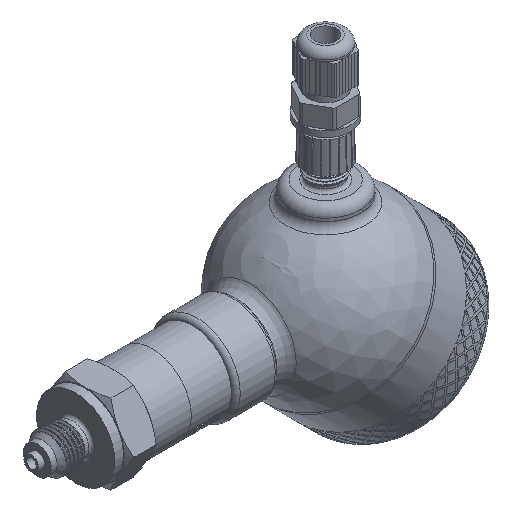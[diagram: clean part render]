
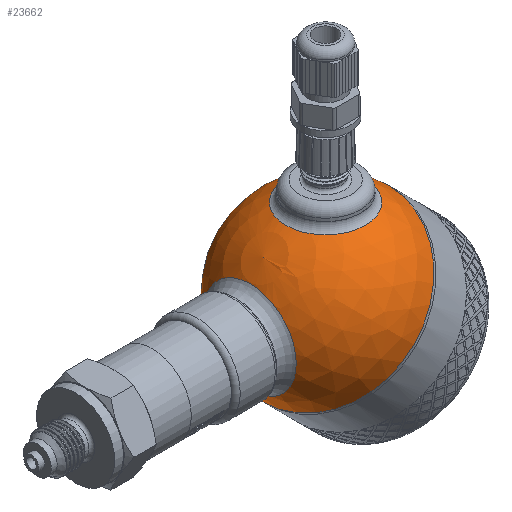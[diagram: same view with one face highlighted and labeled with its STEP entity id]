
A CAD part, isometric view. The second image highlights one B-rep face of the part: STEP entity #23662.
In plain terms, the highlighted spherical face has radius 30 mm.
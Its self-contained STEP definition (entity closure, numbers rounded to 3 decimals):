
#56=SPHERICAL_SURFACE('',#25104,30.);
#110=FACE_BOUND('',#3377,.T.);
#111=FACE_BOUND('',#3378,.T.);
#1831=FACE_OUTER_BOUND('',#3376,.T.);
#3376=EDGE_LOOP('',(#17187,#17188,#17189,#17190));
#3377=EDGE_LOOP('',(#17191));
#3378=EDGE_LOOP('',(#17192));
#4795=CIRCLE('',#25027,30.);
#4796=CIRCLE('',#25028,30.);
#4823=CIRCLE('',#25100,13.5);
#4826=CIRCLE('',#25105,30.);
#4827=CIRCLE('',#25106,15.643);
#9295=VERTEX_POINT('',#32744);
#9296=VERTEX_POINT('',#32746);
#9771=VERTEX_POINT('',#38808);
#9773=VERTEX_POINT('',#38815);
#9774=VERTEX_POINT('',#38817);
#11829=EDGE_CURVE('',#9295,#9296,#4795,.T.);
#11830=EDGE_CURVE('',#9296,#9295,#4796,.T.);
#12545=EDGE_CURVE('',#9771,#9771,#4823,.T.);
#12548=EDGE_CURVE('',#9296,#9773,#4826,.T.);
#12549=EDGE_CURVE('',#9774,#9774,#4827,.T.);
#17187=ORIENTED_EDGE('',*,*,#11830,.F.);
#17188=ORIENTED_EDGE('',*,*,#12548,.T.);
#17189=ORIENTED_EDGE('',*,*,#12548,.F.);
#17190=ORIENTED_EDGE('',*,*,#11829,.F.);
#17191=ORIENTED_EDGE('',*,*,#12549,.F.);
#17192=ORIENTED_EDGE('',*,*,#12545,.F.);
#23662=ADVANCED_FACE('',(#1831,#110,#111),#56,.T.);
#25027=AXIS2_PLACEMENT_3D('',#32747,#26312,#26313);
#25028=AXIS2_PLACEMENT_3D('',#32748,#26314,#26315);
#25100=AXIS2_PLACEMENT_3D('',#38809,#26710,#26711);
#25104=AXIS2_PLACEMENT_3D('',#38814,#26718,#26719);
#25105=AXIS2_PLACEMENT_3D('',#38816,#26720,#26721);
#25106=AXIS2_PLACEMENT_3D('',#38818,#26722,#26723);
#26312=DIRECTION('center_axis',(1.,0.,0.));
#26313=DIRECTION('ref_axis',(0.,1.,0.));
#26314=DIRECTION('center_axis',(1.,0.,0.));
#26315=DIRECTION('ref_axis',(0.,1.,0.));
#26710=DIRECTION('center_axis',(-0.707,0.,-0.707));
#26711=DIRECTION('ref_axis',(-0.707,0.,0.707));
#26718=DIRECTION('center_axis',(1.,0.,0.));
#26719=DIRECTION('ref_axis',(0.,-1.,0.));
#26720=DIRECTION('center_axis',(0.,0.,1.));
#26721=DIRECTION('ref_axis',(0.,1.,0.));
#26722=DIRECTION('center_axis',(-0.707,0.,0.707));
#26723=DIRECTION('ref_axis',(0.707,0.,0.707));
#32744=CARTESIAN_POINT('',(0.,-30.,0.));
#32746=CARTESIAN_POINT('',(0.,30.,0.));
#32747=CARTESIAN_POINT('Origin',(0.,0.,0.));
#32748=CARTESIAN_POINT('Origin',(0.,0.,0.));
#38808=CARTESIAN_POINT('',(-9.398,0.,-28.49));
#38809=CARTESIAN_POINT('Origin',(-18.944,0.,-18.944));
#38814=CARTESIAN_POINT('Origin',(0.,0.,0.));
#38815=CARTESIAN_POINT('',(-30.,0.,0.));
#38816=CARTESIAN_POINT('Origin',(0.,0.,0.));
#38817=CARTESIAN_POINT('',(-29.162,0.,7.04));
#38818=CARTESIAN_POINT('Origin',(-18.101,0.,18.101));
